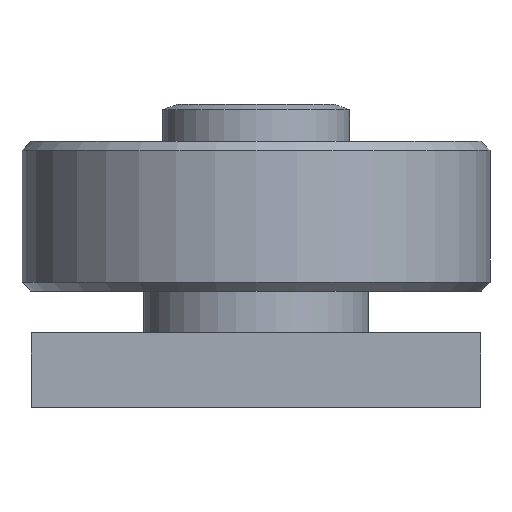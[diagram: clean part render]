
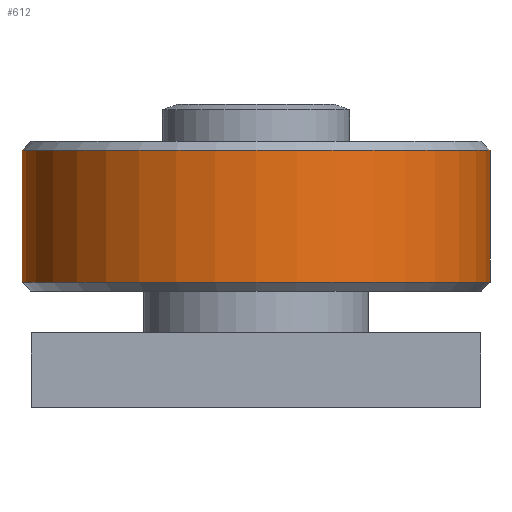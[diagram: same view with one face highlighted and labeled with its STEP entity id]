
A CAD part, left-side view. The second image highlights one B-rep face of the part: STEP entity #612.
In plain terms, the highlighted cylindrical face has radius 31.25 mm (diameter 62.5 mm), a full revolution.
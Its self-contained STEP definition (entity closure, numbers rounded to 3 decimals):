
#110=FACE_OUTER_BOUND('',#171,.T.);
#171=EDGE_LOOP('',(#525,#526,#527,#528));
#215=LINE('',#1086,#249);
#249=VECTOR('',#895,31.25);
#284=CIRCLE('',#727,31.25);
#285=CIRCLE('',#729,31.25);
#333=VERTEX_POINT('',#1080);
#334=VERTEX_POINT('',#1084);
#398=EDGE_CURVE('',#333,#333,#284,.T.);
#400=EDGE_CURVE('',#334,#334,#285,.T.);
#401=EDGE_CURVE('',#334,#333,#215,.T.);
#525=ORIENTED_EDGE('',*,*,#400,.F.);
#526=ORIENTED_EDGE('',*,*,#401,.T.);
#527=ORIENTED_EDGE('',*,*,#398,.T.);
#528=ORIENTED_EDGE('',*,*,#401,.F.);
#585=CYLINDRICAL_SURFACE('',#728,31.25);
#612=ADVANCED_FACE('',(#110),#585,.T.);
#727=AXIS2_PLACEMENT_3D('',#1081,#888,#889);
#728=AXIS2_PLACEMENT_3D('',#1083,#891,#892);
#729=AXIS2_PLACEMENT_3D('',#1085,#893,#894);
#888=DIRECTION('center_axis',(0.,0.,
1.));
#889=DIRECTION('ref_axis',(1.,0.,0.));
#891=DIRECTION('center_axis',(0.,0.,
1.));
#892=DIRECTION('ref_axis',(0.,1.,0.));
#893=DIRECTION('center_axis',(0.,0.,
1.));
#894=DIRECTION('ref_axis',(1.,0.,0.));
#895=DIRECTION('',(0.,0.,-1.));
#1080=CARTESIAN_POINT('',(0.,-31.25,17.36));
#1081=CARTESIAN_POINT('Origin',(0.,0.,
17.36));
#1083=CARTESIAN_POINT('Origin',(0.,0.,
26.16));
#1084=CARTESIAN_POINT('',(0.,-31.25,34.96));
#1085=CARTESIAN_POINT('Origin',(0.,0.,
34.96));
#1086=CARTESIAN_POINT('',(0.,-31.25,26.16));
